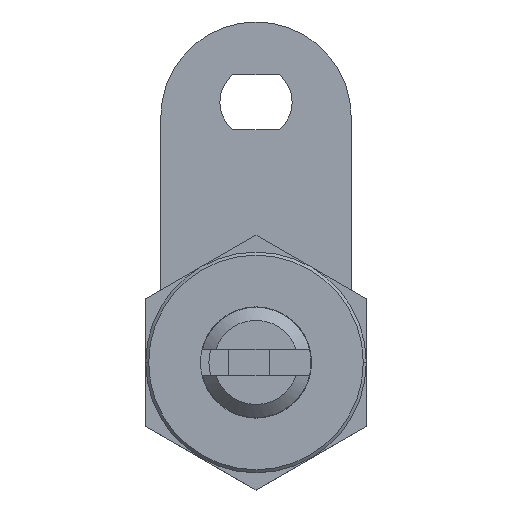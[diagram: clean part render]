
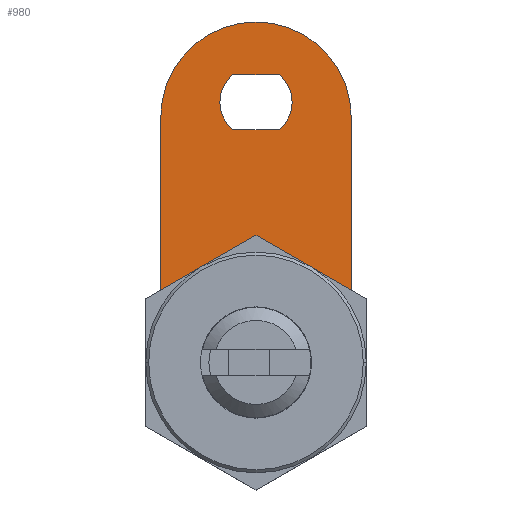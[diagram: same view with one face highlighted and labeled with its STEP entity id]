
A CAD part, top view. The second image highlights one B-rep face of the part: STEP entity #980.
In plain terms, the highlighted planar face has unit normal (0, 0, 1).
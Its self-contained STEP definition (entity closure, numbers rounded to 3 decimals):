
#248 = EDGE_CURVE ( 'NONE', #447, #967, #2176, .T. ) ;
#447 = VERTEX_POINT ( 'NONE', #2459 ) ;
#910 = VERTEX_POINT ( 'NONE', #3241 ) ;
#912 = EDGE_CURVE ( 'NONE', #910, #913, #3240, .T. ) ;
#913 = VERTEX_POINT ( 'NONE', #3235 ) ;
#943 = EDGE_CURVE ( 'NONE', #968, #961, #3325, .T. ) ;
#960 = EDGE_CURVE ( 'NONE', #961, #447, #3359, .T. ) ;
#961 = VERTEX_POINT ( 'NONE', #3355 ) ;
#966 = EDGE_CURVE ( 'NONE', #967, #968, #3349, .T. ) ;
#967 = VERTEX_POINT ( 'NONE', #3344 ) ;
#968 = VERTEX_POINT ( 'NONE', #3343 ) ;
#980 = ADVANCED_FACE ( 'NONE', ( #3390, #3385, #3384 ), #3383, .T. ) ;
#981 = EDGE_LOOP ( 'NONE', ( #982, #986, #988, #989, #1048 ) ) ;
#982 = ORIENTED_EDGE ( 'NONE', *, *, #983, .F. ) ;
#983 = EDGE_CURVE ( 'NONE', #984, #985, #3378, .T. ) ;
#984 = VERTEX_POINT ( 'NONE', #3373 ) ;
#985 = VERTEX_POINT ( 'NONE', #3372 ) ;
#986 = ORIENTED_EDGE ( 'NONE', *, *, #987, .F. ) ;
#987 = EDGE_CURVE ( 'NONE', #913, #984, #3371, .T. ) ;
#988 = ORIENTED_EDGE ( 'NONE', *, *, #912, .F. ) ;
#989 = ORIENTED_EDGE ( 'NONE', *, *, #990, .F. ) ;
#990 = EDGE_CURVE ( 'NONE', #991, #910, #3367, .T. ) ;
#991 = VERTEX_POINT ( 'NONE', #3362 ) ;
#992 = EDGE_LOOP ( 'NONE', ( #1050, #1054, #1057, #1060 ) ) ;
#1035 = ORIENTED_EDGE ( 'NONE', *, *, #966, .T. ) ;
#1036 = ORIENTED_EDGE ( 'NONE', *, *, #943, .T. ) ;
#1037 = ORIENTED_EDGE ( 'NONE', *, *, #960, .T. ) ;
#1038 = ORIENTED_EDGE ( 'NONE', *, *, #248, .T. ) ;
#1048 = ORIENTED_EDGE ( 'NONE', *, *, #1049, .F. ) ;
#1049 = EDGE_CURVE ( 'NONE', #985, #991, #3475, .T. ) ;
#1050 = ORIENTED_EDGE ( 'NONE', *, *, #1051, .F. ) ;
#1051 = EDGE_CURVE ( 'NONE', #1052, #1053, #3471, .T. ) ;
#1052 = VERTEX_POINT ( 'NONE', #3466 ) ;
#1053 = VERTEX_POINT ( 'NONE', #3465 ) ;
#1054 = ORIENTED_EDGE ( 'NONE', *, *, #1055, .F. ) ;
#1055 = EDGE_CURVE ( 'NONE', #1056, #1052, #3464, .T. ) ;
#1056 = VERTEX_POINT ( 'NONE', #3460 ) ;
#1057 = ORIENTED_EDGE ( 'NONE', *, *, #1058, .F. ) ;
#1058 = EDGE_CURVE ( 'NONE', #1059, #1056, #3459, .T. ) ;
#1059 = VERTEX_POINT ( 'NONE', #3518 ) ;
#1060 = ORIENTED_EDGE ( 'NONE', *, *, #1061, .F. ) ;
#1061 = EDGE_CURVE ( 'NONE', #1053, #1059, #3517, .T. ) ;
#1062 = EDGE_LOOP ( 'NONE', ( #1035, #1036, #1037, #1038 ) ) ;
#2173 = DIRECTION ( 'NONE',  ( 0., 1., 0. ) ) ;
#2174 = VECTOR ( 'NONE', #2173, 1000. ) ;
#2175 = CARTESIAN_POINT ( 'NONE',  ( 9.5, 24.5, 0. ) ) ;
#2176 = LINE ( 'NONE', #2175, #2174 ) ;
#2459 = CARTESIAN_POINT ( 'NONE',  ( 9.5, 1.5, 0. ) ) ;
#3235 = CARTESIAN_POINT ( 'NONE',  ( 2.323, 28.75, 0. ) ) ;
#3236 = DIRECTION ( 'NONE',  ( 1., 0., 0. ) ) ;
#3237 = DIRECTION ( 'NONE',  ( 0., 0., 1. ) ) ;
#3238 = CARTESIAN_POINT ( 'NONE',  ( 0., 26., 0. ) ) ;
#3239 = AXIS2_PLACEMENT_3D ( 'NONE', #3238, #3237, #3236 ) ;
#3240 = CIRCLE ( 'NONE', #3239, 3.6 ) ;
#3241 = CARTESIAN_POINT ( 'NONE',  ( 3.6, 26., 0. ) ) ;
#3298 = CARTESIAN_POINT ( 'NONE',  ( 0., 1.5, 0. ) ) ;
#3322 = DIRECTION ( 'NONE',  ( 0., -1., 0. ) ) ;
#3323 = VECTOR ( 'NONE', #3322, 1000. ) ;
#3324 = CARTESIAN_POINT ( 'NONE',  ( -9.5, 1.5, 0. ) ) ;
#3325 = LINE ( 'NONE', #3324, #3323 ) ;
#3343 = CARTESIAN_POINT ( 'NONE',  ( -9.5, 24.5, 0. ) ) ;
#3344 = CARTESIAN_POINT ( 'NONE',  ( 9.5, 24.5, 0. ) ) ;
#3345 = DIRECTION ( 'NONE',  ( 1., 0., 0. ) ) ;
#3346 = DIRECTION ( 'NONE',  ( 0., 0., 1. ) ) ;
#3347 = CARTESIAN_POINT ( 'NONE',  ( 0., 24.5, 0. ) ) ;
#3348 = AXIS2_PLACEMENT_3D ( 'NONE', #3347, #3346, #3345 ) ;
#3349 = CIRCLE ( 'NONE', #3348, 9.5 ) ;
#3355 = CARTESIAN_POINT ( 'NONE',  ( -9.5, 1.5, 0. ) ) ;
#3356 = DIRECTION ( 'NONE',  ( 1., 0., 0. ) ) ;
#3357 = DIRECTION ( 'NONE',  ( 0., 0., 1. ) ) ;
#3358 = AXIS2_PLACEMENT_3D ( 'NONE', #3298, #3357, #3356 ) ;
#3359 = CIRCLE ( 'NONE', #3358, 9.5 ) ;
#3362 = CARTESIAN_POINT ( 'NONE',  ( 2.323, 23.25, 0. ) ) ;
#3363 = DIRECTION ( 'NONE',  ( 1., 0., 0. ) ) ;
#3364 = DIRECTION ( 'NONE',  ( 0., 0., 1. ) ) ;
#3365 = CARTESIAN_POINT ( 'NONE',  ( 0., 26., 0. ) ) ;
#3366 = AXIS2_PLACEMENT_3D ( 'NONE', #3365, #3364, #3363 ) ;
#3367 = CIRCLE ( 'NONE', #3366, 3.6 ) ;
#3368 = DIRECTION ( 'NONE',  ( -1., 0., 0. ) ) ;
#3369 = VECTOR ( 'NONE', #3368, 1000. ) ;
#3370 = CARTESIAN_POINT ( 'NONE',  ( -2.323, 28.75, 0. ) ) ;
#3371 = LINE ( 'NONE', #3370, #3369 ) ;
#3372 = CARTESIAN_POINT ( 'NONE',  ( -2.323, 23.25, 0. ) ) ;
#3373 = CARTESIAN_POINT ( 'NONE',  ( -2.323, 28.75, 0. ) ) ;
#3374 = DIRECTION ( 'NONE',  ( 1., 0., 0. ) ) ;
#3375 = DIRECTION ( 'NONE',  ( 0., 0., 1. ) ) ;
#3376 = CARTESIAN_POINT ( 'NONE',  ( 0., 26., 0. ) ) ;
#3377 = AXIS2_PLACEMENT_3D ( 'NONE', #3376, #3375, #3374 ) ;
#3378 = CIRCLE ( 'NONE', #3377, 3.6 ) ;
#3379 = DIRECTION ( 'NONE',  ( 1., 0., 0. ) ) ;
#3380 = DIRECTION ( 'NONE',  ( 0., 0., 1. ) ) ;
#3381 = CARTESIAN_POINT ( 'NONE',  ( 0., 24.5, 0. ) ) ;
#3382 = AXIS2_PLACEMENT_3D ( 'NONE', #3381, #3380, #3379 ) ;
#3383 = PLANE ( 'NONE',  #3382 ) ;
#3384 = FACE_OUTER_BOUND ( 'NONE', #1062, .T. ) ;
#3385 = FACE_BOUND ( 'NONE', #992, .T. ) ;
#3390 = FACE_BOUND ( 'NONE', #981, .T. ) ;
#3457 = CARTESIAN_POINT ( 'NONE',  ( 0., 0., 0. ) ) ;
#3458 = AXIS2_PLACEMENT_3D ( 'NONE', #3457, #3520, #3519 ) ;
#3459 = CIRCLE ( 'NONE', #3458, 3.6 ) ;
#3460 = CARTESIAN_POINT ( 'NONE',  ( -2.75, 2.323, 0. ) ) ;
#3461 = DIRECTION ( 'NONE',  ( 0., -1., 0. ) ) ;
#3462 = VECTOR ( 'NONE', #3461, 1000. ) ;
#3463 = CARTESIAN_POINT ( 'NONE',  ( -2.75, 2.323, 0. ) ) ;
#3464 = LINE ( 'NONE', #3463, #3462 ) ;
#3465 = CARTESIAN_POINT ( 'NONE',  ( 2.75, -2.323, 0. ) ) ;
#3466 = CARTESIAN_POINT ( 'NONE',  ( -2.75, -2.323, 0. ) ) ;
#3467 = DIRECTION ( 'NONE',  ( 1., 0., 0. ) ) ;
#3468 = DIRECTION ( 'NONE',  ( 0., 0., 1. ) ) ;
#3469 = CARTESIAN_POINT ( 'NONE',  ( 0., 0., 0. ) ) ;
#3470 = AXIS2_PLACEMENT_3D ( 'NONE', #3469, #3468, #3467 ) ;
#3471 = CIRCLE ( 'NONE', #3470, 3.6 ) ;
#3472 = DIRECTION ( 'NONE',  ( 1., 0., 0. ) ) ;
#3473 = VECTOR ( 'NONE', #3472, 1000. ) ;
#3474 = CARTESIAN_POINT ( 'NONE',  ( -2.323, 23.25, 0. ) ) ;
#3475 = LINE ( 'NONE', #3474, #3473 ) ;
#3514 = DIRECTION ( 'NONE',  ( 0., 1., 0. ) ) ;
#3515 = VECTOR ( 'NONE', #3514, 1000. ) ;
#3516 = CARTESIAN_POINT ( 'NONE',  ( 2.75, 2.323, 0. ) ) ;
#3517 = LINE ( 'NONE', #3516, #3515 ) ;
#3518 = CARTESIAN_POINT ( 'NONE',  ( 2.75, 2.323, 0. ) ) ;
#3519 = DIRECTION ( 'NONE',  ( 1., 0., 0. ) ) ;
#3520 = DIRECTION ( 'NONE',  ( 0., 0., 1. ) ) ;
